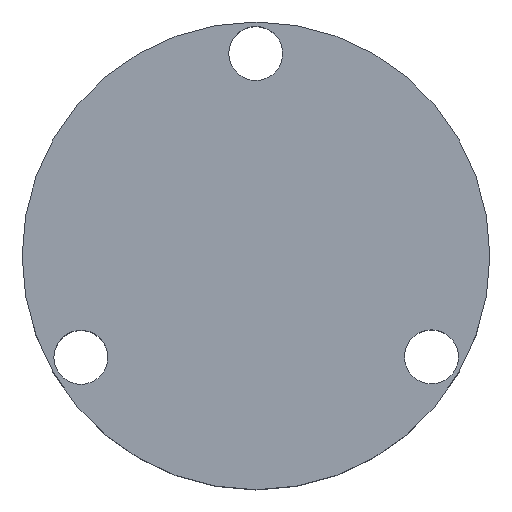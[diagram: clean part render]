
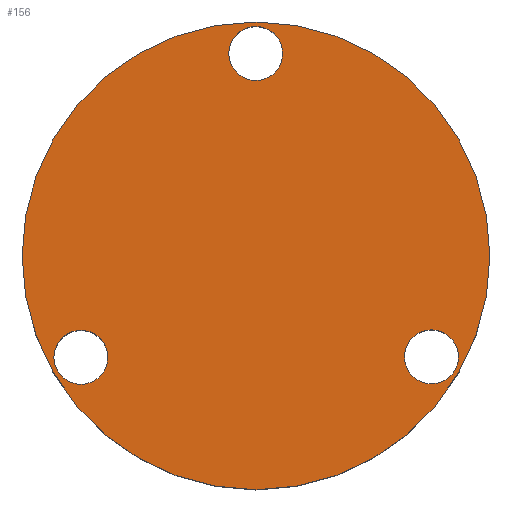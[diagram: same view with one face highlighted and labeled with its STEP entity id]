
A CAD part, top view. The second image highlights one B-rep face of the part: STEP entity #156.
In plain terms, the highlighted planar face has unit normal (0, 0, 1).
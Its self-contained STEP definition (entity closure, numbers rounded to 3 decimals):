
#15=FACE_BOUND('',#43,.T.);
#16=FACE_BOUND('',#44,.T.);
#17=FACE_BOUND('',#45,.T.);
#24=PLANE('',#188);
#32=FACE_OUTER_BOUND('',#42,.T.);
#42=EDGE_LOOP('',(#126));
#43=EDGE_LOOP('',(#127));
#44=EDGE_LOOP('',(#128));
#45=EDGE_LOOP('',(#129));
#67=CIRCLE('',#176,1.5);
#69=CIRCLE('',#179,1.5);
#71=CIRCLE('',#182,1.5);
#75=CIRCLE('',#189,13.);
#79=VERTEX_POINT('',#251);
#81=VERTEX_POINT('',#257);
#83=VERTEX_POINT('',#263);
#87=VERTEX_POINT('',#276);
#91=EDGE_CURVE('',#79,#79,#67,.T.);
#94=EDGE_CURVE('',#81,#81,#69,.T.);
#97=EDGE_CURVE('',#83,#83,#71,.T.);
#103=EDGE_CURVE('',#87,#87,#75,.T.);
#126=ORIENTED_EDGE('',*,*,#103,.F.);
#127=ORIENTED_EDGE('',*,*,#91,.T.);
#128=ORIENTED_EDGE('',*,*,#94,.T.);
#129=ORIENTED_EDGE('',*,*,#97,.T.);
#156=ADVANCED_FACE('',(#32,#15,#16,#17),#24,.T.);
#176=AXIS2_PLACEMENT_3D('',#252,#201,#202);
#179=AXIS2_PLACEMENT_3D('',#258,#208,#209);
#182=AXIS2_PLACEMENT_3D('',#264,#215,#216);
#188=AXIS2_PLACEMENT_3D('',#275,#229,#230);
#189=AXIS2_PLACEMENT_3D('',#277,#231,#232);
#201=DIRECTION('center_axis',(0.,0.,-1.));
#202=DIRECTION('ref_axis',(0.5,-0.866,0.));
#208=DIRECTION('center_axis',(0.,0.,-1.));
#209=DIRECTION('ref_axis',(0.5,0.866,0.));
#215=DIRECTION('center_axis',(0.,0.,-1.));
#216=DIRECTION('ref_axis',(-1.,0.,0.));
#229=DIRECTION('center_axis',(0.,0.,1.));
#230=DIRECTION('ref_axis',(1.,0.,0.));
#231=DIRECTION('center_axis',(0.,0.,-1.));
#232=DIRECTION('ref_axis',(1.,0.,0.));
#251=CARTESIAN_POINT('',(-10.484,-4.341,44.));
#252=CARTESIAN_POINT('Origin',(-9.734,-5.64,44.));
#257=CARTESIAN_POINT('',(9.001,-6.909,44.));
#258=CARTESIAN_POINT('Origin',(9.751,-5.61,44.));
#263=CARTESIAN_POINT('',(1.483,11.25,44.));
#264=CARTESIAN_POINT('Origin',(-0.017,11.25,44.));
#275=CARTESIAN_POINT('Origin',(0.,13.,44.));
#276=CARTESIAN_POINT('',(0.,-13.,44.));
#277=CARTESIAN_POINT('Origin',(0.,0.,44.));
